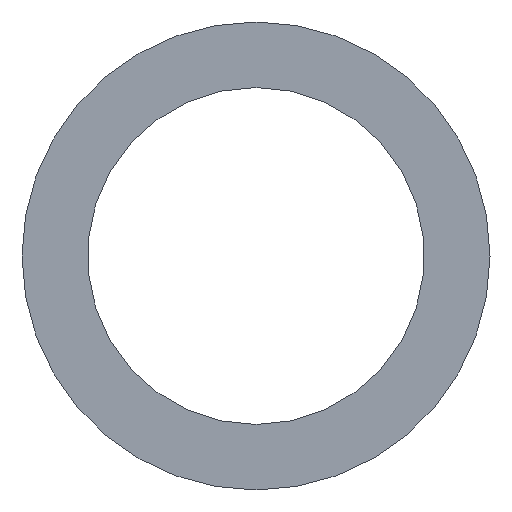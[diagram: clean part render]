
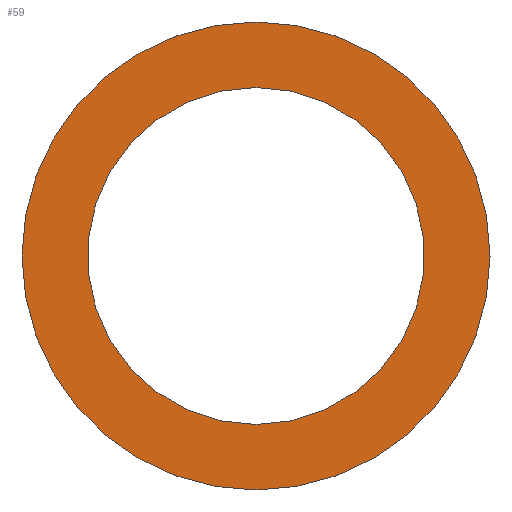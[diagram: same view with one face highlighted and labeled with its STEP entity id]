
A CAD part, left-side view. The second image highlights one B-rep face of the part: STEP entity #59.
In plain terms, the highlighted planar face has unit normal (-1, 0, 0).
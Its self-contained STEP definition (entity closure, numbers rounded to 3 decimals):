
#59 = ADVANCED_FACE( '', ( #130, #131 ), #132, .F. );
#65 = VERTEX_POINT( '', #138 );
#73 = VERTEX_POINT( '', #146 );
#83 = EDGE_CURVE( '', #91, #73, #160, .T. );
#85 = EDGE_CURVE( '', #65, #103, #162, .T. );
#89 = EDGE_CURVE( '', #103, #65, #167, .T. );
#91 = VERTEX_POINT( '', #169 );
#95 = EDGE_CURVE( '', #73, #91, #173, .T. );
#103 = VERTEX_POINT( '', #181 );
#130 = FACE_OUTER_BOUND( '', #199, .T. );
#131 = FACE_BOUND( '', #200, .T. );
#132 = PLANE( '', #201 );
#138 = CARTESIAN_POINT( '', ( 0., 0., 12.5 ) );
#146 = CARTESIAN_POINT( '', ( 0., 0., -9. ) );
#160 = CIRCLE( '', #239, 9. );
#162 = CIRCLE( '', #242, 12.5 );
#167 = CIRCLE( '', #248, 12.5 );
#169 = CARTESIAN_POINT( '', ( 0., 0., 9. ) );
#173 = CIRCLE( '', #254, 9. );
#181 = CARTESIAN_POINT( '', ( 0., 0., -12.5 ) );
#199 = EDGE_LOOP( '', ( #278, #279 ) );
#200 = EDGE_LOOP( '', ( #280, #281 ) );
#201 = AXIS2_PLACEMENT_3D( '', #282, #283, #284 );
#239 = AXIS2_PLACEMENT_3D( '', #316, #317, #318 );
#242 = AXIS2_PLACEMENT_3D( '', #319, #320, #321 );
#248 = AXIS2_PLACEMENT_3D( '', #330, #331, #332 );
#254 = AXIS2_PLACEMENT_3D( '', #334, #335, #336 );
#278 = ORIENTED_EDGE( '', *, *, #89, .F. );
#279 = ORIENTED_EDGE( '', *, *, #85, .F. );
#280 = ORIENTED_EDGE( '', *, *, #95, .T. );
#281 = ORIENTED_EDGE( '', *, *, #83, .T. );
#282 = CARTESIAN_POINT( '', ( 0., 0., 0. ) );
#283 = DIRECTION( '', ( 1., 0., 0. ) );
#284 = DIRECTION( '', ( 0., 0., -1. ) );
#316 = CARTESIAN_POINT( '', ( 0., 0., 0. ) );
#317 = DIRECTION( '', ( 1., 0., 0. ) );
#318 = DIRECTION( '', ( 0., 0., -1. ) );
#319 = CARTESIAN_POINT( '', ( 0., 0., 0. ) );
#320 = DIRECTION( '', ( 1., 0., 0. ) );
#321 = DIRECTION( '', ( 0., 0., -1. ) );
#330 = CARTESIAN_POINT( '', ( 0., 0., 0. ) );
#331 = DIRECTION( '', ( 1., 0., 0. ) );
#332 = DIRECTION( '', ( 0., 0., -1. ) );
#334 = CARTESIAN_POINT( '', ( 0., 0., 0. ) );
#335 = DIRECTION( '', ( 1., 0., 0. ) );
#336 = DIRECTION( '', ( 0., 0., -1. ) );
